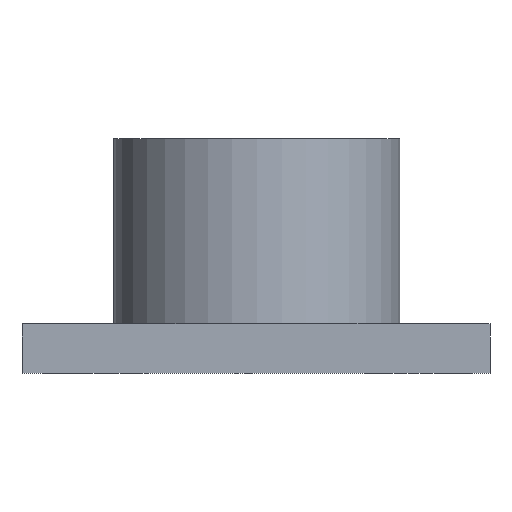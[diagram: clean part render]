
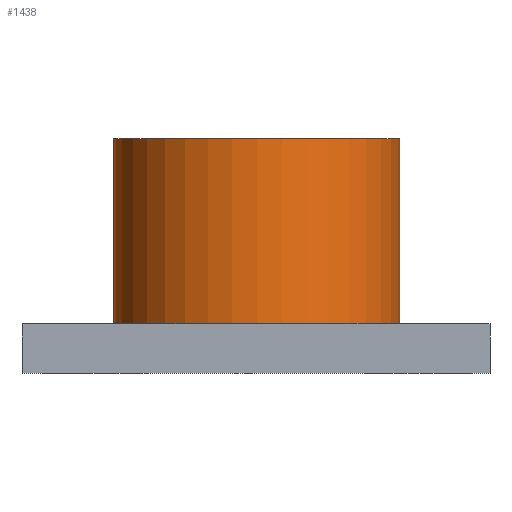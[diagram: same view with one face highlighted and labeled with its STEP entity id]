
A CAD part, front view. The second image highlights one B-rep face of the part: STEP entity #1438.
In plain terms, the highlighted cylindrical face has radius 4.635 mm (diameter 9.271 mm), a partial arc.
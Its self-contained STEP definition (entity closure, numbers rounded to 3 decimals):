
#34 = VECTOR ( 'NONE', #807, 1000. ) ;
#78 = VERTEX_POINT ( 'NONE', #1320 ) ;
#88 = EDGE_CURVE ( 'NONE', #1060, #476, #288, .T. ) ;
#144 = CIRCLE ( 'NONE', #1453, 4.635 ) ;
#153 = CARTESIAN_POINT ( 'NONE',  ( 7.87, 189.68, 6. ) ) ;
#288 = LINE ( 'NONE', #1448, #34 ) ;
#349 = VERTEX_POINT ( 'NONE', #565 ) ;
#413 = DIRECTION ( 'NONE',  ( 0., 0., 1. ) ) ;
#435 = CARTESIAN_POINT ( 'NONE',  ( 12.505, 189.68, 0. ) ) ;
#459 = CARTESIAN_POINT ( 'NONE',  ( 3.235, 189.68, 6. ) ) ;
#476 = VERTEX_POINT ( 'NONE', #435 ) ;
#540 = DIRECTION ( 'NONE',  ( -1., 0., 0. ) ) ;
#542 = EDGE_LOOP ( 'NONE', ( #1352, #667, #978, #595 ) ) ;
#565 = CARTESIAN_POINT ( 'NONE',  ( 3.235, 189.68, 6. ) ) ;
#595 = ORIENTED_EDGE ( 'NONE', *, *, #926, .T. ) ;
#667 = ORIENTED_EDGE ( 'NONE', *, *, #1474, .F. ) ;
#684 = DIRECTION ( 'NONE',  ( 0., 0., -1. ) ) ;
#807 = DIRECTION ( 'NONE',  ( 0., 0., -1. ) ) ;
#926 = EDGE_CURVE ( 'NONE', #78, #476, #144, .T. ) ;
#934 = DIRECTION ( 'NONE',  ( 1., 0., 0. ) ) ;
#978 = ORIENTED_EDGE ( 'NONE', *, *, #1251, .T. ) ;
#1042 = AXIS2_PLACEMENT_3D ( 'NONE', #153, #684, #540 ) ;
#1058 = FACE_OUTER_BOUND ( 'NONE', #542, .T. ) ;
#1060 = VERTEX_POINT ( 'NONE', #1161 ) ;
#1069 = CYLINDRICAL_SURFACE ( 'NONE', #1042, 4.635 ) ;
#1107 = DIRECTION ( 'NONE',  ( 0., 0., 1. ) ) ;
#1161 = CARTESIAN_POINT ( 'NONE',  ( 12.505, 189.68, 6. ) ) ;
#1178 = VECTOR ( 'NONE', #1237, 1000. ) ;
#1194 = CARTESIAN_POINT ( 'NONE',  ( 7.87, 189.68, 6. ) ) ;
#1237 = DIRECTION ( 'NONE',  ( 0., 0., -1. ) ) ;
#1251 = EDGE_CURVE ( 'NONE', #349, #78, #1372, .T. ) ;
#1315 = CIRCLE ( 'NONE', #1671, 4.635 ) ;
#1320 = CARTESIAN_POINT ( 'NONE',  ( 3.235, 189.68, 0. ) ) ;
#1352 = ORIENTED_EDGE ( 'NONE', *, *, #88, .F. ) ;
#1365 = CARTESIAN_POINT ( 'NONE',  ( 7.87, 189.68, 0. ) ) ;
#1372 = LINE ( 'NONE', #459, #1178 ) ;
#1438 = ADVANCED_FACE ( 'NONE', ( #1058 ), #1069, .T. ) ;
#1448 = CARTESIAN_POINT ( 'NONE',  ( 12.505, 189.68, 6. ) ) ;
#1453 = AXIS2_PLACEMENT_3D ( 'NONE', #1365, #1107, #1525 ) ;
#1474 = EDGE_CURVE ( 'NONE', #349, #1060, #1315, .T. ) ;
#1525 = DIRECTION ( 'NONE',  ( 1., 0., 0. ) ) ;
#1671 = AXIS2_PLACEMENT_3D ( 'NONE', #1194, #413, #934 ) ;
